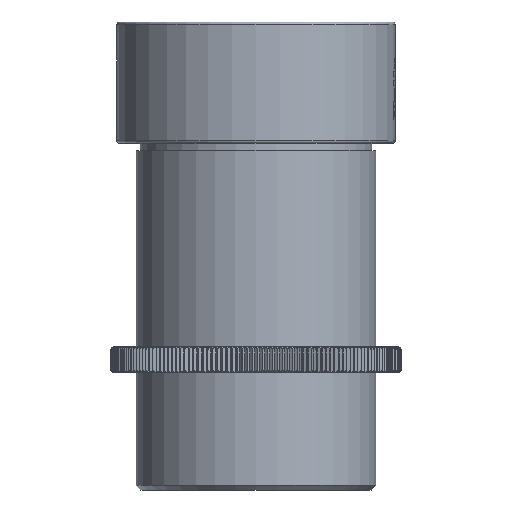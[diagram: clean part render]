
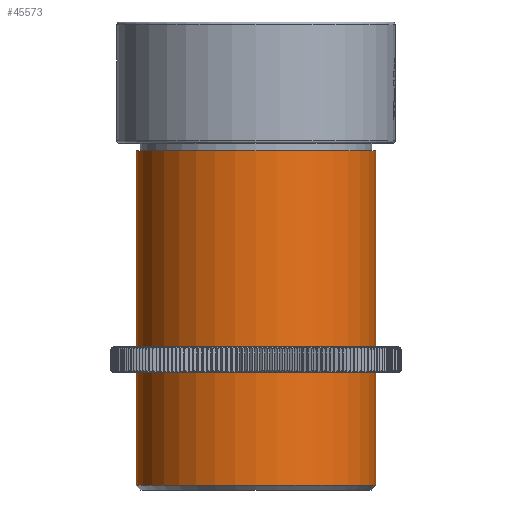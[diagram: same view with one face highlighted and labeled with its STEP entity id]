
A CAD part, front view. The second image highlights one B-rep face of the part: STEP entity #45573.
In plain terms, the highlighted cylindrical face has radius 13.145 mm (diameter 26.29 mm), a partial arc.
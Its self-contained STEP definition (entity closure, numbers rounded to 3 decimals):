
#109 = CARTESIAN_POINT ( 'NONE',  ( -41.527, -13.69, -19.06 ) ) ;
#1093 = ORIENTED_EDGE ( 'NONE', *, *, #25496, .T. ) ;
#2464 = AXIS2_PLACEMENT_3D ( 'NONE', #109, #47056, #14916 ) ;
#3995 = VECTOR ( 'NONE', #34931, 1000. ) ;
#5043 = CARTESIAN_POINT ( 'NONE',  ( -41.527, -13.69, 18.14 ) ) ;
#6363 = AXIS2_PLACEMENT_3D ( 'NONE', #5043, #10288, #23871 ) ;
#9862 = EDGE_CURVE ( 'NONE', #31104, #32915, #19831, .T. ) ;
#10288 = DIRECTION ( 'NONE',  ( 0., 0., -1. ) ) ;
#11379 = CARTESIAN_POINT ( 'NONE',  ( -54.672, -13.69, 18.14 ) ) ;
#12716 = DIRECTION ( 'NONE',  ( 0., 0., -1. ) ) ;
#12973 = EDGE_CURVE ( 'NONE', #46973, #32915, #37616, .T. ) ;
#14916 = DIRECTION ( 'NONE',  ( -1., 0., 0. ) ) ;
#17266 = VECTOR ( 'NONE', #12716, 1000. ) ;
#17362 = CARTESIAN_POINT ( 'NONE',  ( -54.672, -13.69, -19.06 ) ) ;
#18099 = ORIENTED_EDGE ( 'NONE', *, *, #9862, .F. ) ;
#19666 = ORIENTED_EDGE ( 'NONE', *, *, #12973, .T. ) ;
#19727 = CARTESIAN_POINT ( 'NONE',  ( -41.527, -13.69, -18.56 ) ) ;
#19831 = LINE ( 'NONE', #57514, #3995 ) ;
#20632 = DIRECTION ( 'NONE',  ( 0., 0., 1. ) ) ;
#23871 = DIRECTION ( 'NONE',  ( -1., 0., 0. ) ) ;
#25496 = EDGE_CURVE ( 'NONE', #51735, #46973, #59052, .T. ) ;
#26777 = AXIS2_PLACEMENT_3D ( 'NONE', #19727, #20632, #34527 ) ;
#30027 = CIRCLE ( 'NONE', #6363, 13.145 ) ;
#30183 = EDGE_LOOP ( 'NONE', ( #18099, #55661, #1093, #19666 ) ) ;
#31104 = VERTEX_POINT ( 'NONE', #50329 ) ;
#32915 = VERTEX_POINT ( 'NONE', #33937 ) ;
#33325 = EDGE_CURVE ( 'NONE', #31104, #51735, #30027, .T. ) ;
#33937 = CARTESIAN_POINT ( 'NONE',  ( -28.382, -13.69, -18.56 ) ) ;
#34527 = DIRECTION ( 'NONE',  ( -1., 0., 0. ) ) ;
#34931 = DIRECTION ( 'NONE',  ( 0., 0., -1. ) ) ;
#37616 = CIRCLE ( 'NONE', #26777, 13.145 ) ;
#45573 = ADVANCED_FACE ( 'NONE', ( #56627 ), #46748, .T. ) ;
#46748 = CYLINDRICAL_SURFACE ( 'NONE', #2464, 13.145 ) ;
#46973 = VERTEX_POINT ( 'NONE', #51618 ) ;
#47056 = DIRECTION ( 'NONE',  ( 0., 0., -1. ) ) ;
#50329 = CARTESIAN_POINT ( 'NONE',  ( -28.382, -13.69, 18.14 ) ) ;
#51618 = CARTESIAN_POINT ( 'NONE',  ( -54.672, -13.69, -18.56 ) ) ;
#51735 = VERTEX_POINT ( 'NONE', #11379 ) ;
#55661 = ORIENTED_EDGE ( 'NONE', *, *, #33325, .T. ) ;
#56627 = FACE_OUTER_BOUND ( 'NONE', #30183, .T. ) ;
#57514 = CARTESIAN_POINT ( 'NONE',  ( -28.382, -13.69, -19.06 ) ) ;
#59052 = LINE ( 'NONE', #17362, #17266 ) ;
